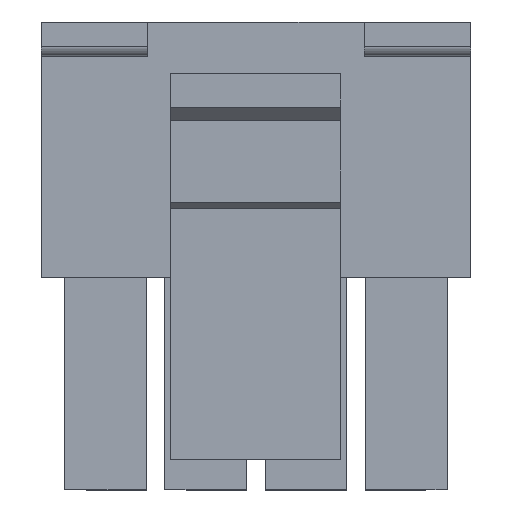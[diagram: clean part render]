
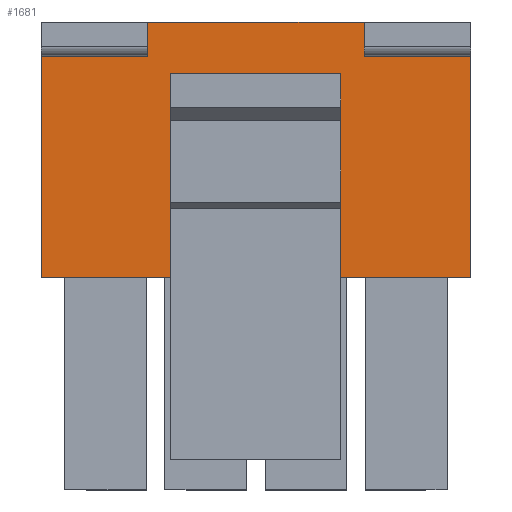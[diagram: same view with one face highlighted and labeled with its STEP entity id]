
A CAD part, top view. The second image highlights one B-rep face of the part: STEP entity #1681.
In plain terms, the highlighted planar face has unit normal (0, 0, 1).
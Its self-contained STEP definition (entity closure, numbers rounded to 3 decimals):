
#18=DIRECTION('',(0.,-1.,0.));
#19=VECTOR('',#18,6.63);
#20=CARTESIAN_POINT('',(-6.42,2.63,1.95));
#21=LINE('',#20,#19);
#43=DIRECTION('',(1.,0.,0.));
#44=VECTOR('',#43,6.49);
#45=CARTESIAN_POINT('',(-3.245,3.65,1.95));
#46=LINE('',#45,#44);
#71=DIRECTION('',(0.,-1.,0.));
#72=VECTOR('',#71,1.38);
#73=CARTESIAN_POINT('',(-2.545,-2.,1.95));
#74=LINE('',#73,#72);
#75=DIRECTION('',(1.,0.,0.));
#76=VECTOR('',#75,5.09);
#77=CARTESIAN_POINT('',(-2.545,-3.38,1.95));
#78=LINE('',#77,#76);
#79=DIRECTION('',(0.,-1.,0.));
#80=VECTOR('',#79,1.38);
#81=CARTESIAN_POINT('',(2.545,-2.,1.95));
#82=LINE('',#81,#80);
#83=DIRECTION('',(1.,0.,0.));
#84=VECTOR('',#83,5.09);
#85=CARTESIAN_POINT('',(-2.545,-2.,1.95));
#86=LINE('',#85,#84);
#87=DIRECTION('',(1.,0.,0.));
#88=VECTOR('',#87,3.175);
#89=CARTESIAN_POINT('',(-6.42,2.63,1.95));
#90=LINE('',#89,#88);
#91=DIRECTION('',(0.,1.,0.));
#92=VECTOR('',#91,1.02);
#93=CARTESIAN_POINT('',(-3.245,2.63,1.95));
#94=LINE('',#93,#92);
#95=DIRECTION('',(0.,-1.,0.));
#96=VECTOR('',#95,1.02);
#97=CARTESIAN_POINT('',(3.245,3.65,1.95));
#98=LINE('',#97,#96);
#99=DIRECTION('',(1.,0.,0.));
#100=VECTOR('',#99,3.185);
#101=CARTESIAN_POINT('',(3.245,2.63,1.95));
#102=LINE('',#101,#100);
#302=DIRECTION('',(0.,-1.,0.));
#303=VECTOR('',#302,6.63);
#304=CARTESIAN_POINT('',(6.43,2.63,1.95));
#305=LINE('',#304,#303);
#471=DIRECTION('',(1.,0.,0.));
#472=VECTOR('',#471,12.85);
#473=CARTESIAN_POINT('',(-6.42,-4.,1.95));
#474=LINE('',#473,#472);
#1203=CARTESIAN_POINT('',(-6.42,-4.,1.95));
#1205=VERTEX_POINT('',#1203);
#1209=CARTESIAN_POINT('',(6.43,-4.,1.95));
#1211=VERTEX_POINT('',#1209);
#1343=CARTESIAN_POINT('',(-2.545,-2.,1.95));
#1345=VERTEX_POINT('',#1343);
#1347=CARTESIAN_POINT('',(2.545,-2.,1.95));
#1349=VERTEX_POINT('',#1347);
#1351=CARTESIAN_POINT('',(3.245,3.65,1.95));
#1352=CARTESIAN_POINT('',(3.245,2.63,1.95));
#1353=VERTEX_POINT('',#1351);
#1354=VERTEX_POINT('',#1352);
#1355=CARTESIAN_POINT('',(-3.245,2.63,1.95));
#1356=CARTESIAN_POINT('',(-3.245,3.65,1.95));
#1357=VERTEX_POINT('',#1355);
#1358=VERTEX_POINT('',#1356);
#1367=CARTESIAN_POINT('',(-2.545,-3.38,1.95));
#1368=VERTEX_POINT('',#1367);
#1369=CARTESIAN_POINT('',(2.545,-3.38,1.95));
#1370=VERTEX_POINT('',#1369);
#1399=CARTESIAN_POINT('',(-6.42,2.63,1.95));
#1400=VERTEX_POINT('',#1399);
#1401=CARTESIAN_POINT('',(6.43,2.63,1.95));
#1402=VERTEX_POINT('',#1401);
#1650=CARTESIAN_POINT('',(-6.42,3.65,1.95));
#1651=DIRECTION('',(0.,0.,1.));
#1652=DIRECTION('',(0.,-1.,0.));
#1653=AXIS2_PLACEMENT_3D('',#1650,#1651,#1652);
#1654=PLANE('',#1653);
#1656=ORIENTED_EDGE('',*,*,#1655,.T.);
#1658=ORIENTED_EDGE('',*,*,#1657,.T.);
#1659=ORIENTED_EDGE('',*,*,#1632,.T.);
#1661=ORIENTED_EDGE('',*,*,#1660,.T.);
#1663=ORIENTED_EDGE('',*,*,#1662,.T.);
#1665=ORIENTED_EDGE('',*,*,#1664,.T.);
#1667=ORIENTED_EDGE('',*,*,#1666,.F.);
#1668=ORIENTED_EDGE('',*,*,#1612,.F.);
#1669=EDGE_LOOP('',(#1656,#1658,#1659,#1661,#1663,#1665,#1667,#1668));
#1670=FACE_OUTER_BOUND('',#1669,.F.);
#1672=ORIENTED_EDGE('',*,*,#1671,.T.);
#1674=ORIENTED_EDGE('',*,*,#1673,.T.);
#1676=ORIENTED_EDGE('',*,*,#1675,.F.);
#1678=ORIENTED_EDGE('',*,*,#1677,.F.);
#1679=EDGE_LOOP('',(#1672,#1674,#1676,#1678));
#1680=FACE_BOUND('',#1679,.F.);
#1681=ADVANCED_FACE('',(#1670,#1680),#1654,.T.);
#1612=EDGE_CURVE('',#1400,#1205,#21,.T.);
#1632=EDGE_CURVE('',#1358,#1353,#46,.T.);
#1655=EDGE_CURVE('',#1400,#1357,#90,.T.);
#1657=EDGE_CURVE('',#1357,#1358,#94,.T.);
#1660=EDGE_CURVE('',#1353,#1354,#98,.T.);
#1662=EDGE_CURVE('',#1354,#1402,#102,.T.);
#1664=EDGE_CURVE('',#1402,#1211,#305,.T.);
#1666=EDGE_CURVE('',#1205,#1211,#474,.T.);
#1671=EDGE_CURVE('',#1345,#1368,#74,.T.);
#1673=EDGE_CURVE('',#1368,#1370,#78,.T.);
#1675=EDGE_CURVE('',#1349,#1370,#82,.T.);
#1677=EDGE_CURVE('',#1345,#1349,#86,.T.);
